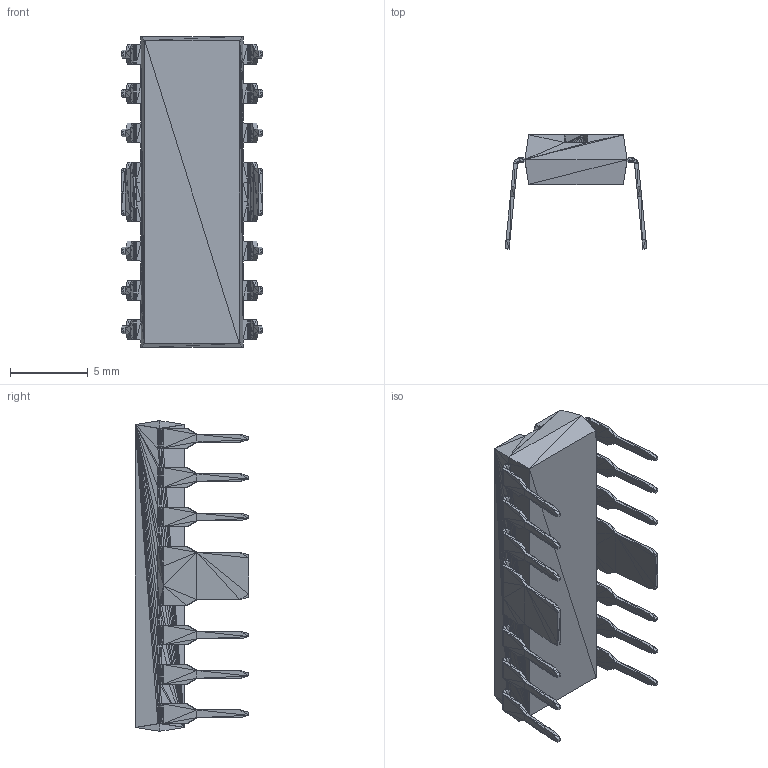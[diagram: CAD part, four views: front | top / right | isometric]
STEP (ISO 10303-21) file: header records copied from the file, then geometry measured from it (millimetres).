
FILE_DESCRIPTION(('Aspose.CAD STEP Model'),'2;1');
FILE_NAME('','2025-07-11T13:47:44.5653669+00:00',(''),(''),'','Aspose.CAD','');
FILE_SCHEMA(('AUTOMOTIVE_DESIGN'));
Products named in the file (2): Unnamed; Brep shape
Bounding box: 9.14 x 7.35 x 20.04 mm (x, y, z)
Surface area: 655 mm2 (no closed solid volume)
Topology: 0 solids, 1608 shells, 1608 faces, 4824 edges, 4824 vertices
Faces by surface type: plane 1608
Entity records: 17718 total; most frequent: CARTESIAN_POINT 6434, DIRECTION 3220, AXIS2_PLACEMENT_3D 1610, POLY_LOOP 1608, FACE_OUTER_BOUND 1608, PLANE 1608, FACE_SURFACE 1608, PRODUCT 2
